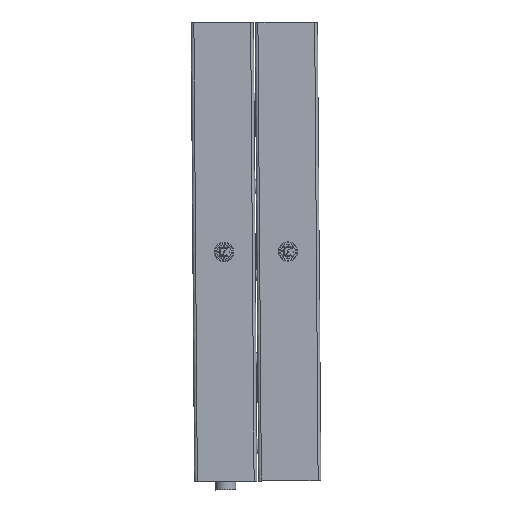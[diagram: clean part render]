
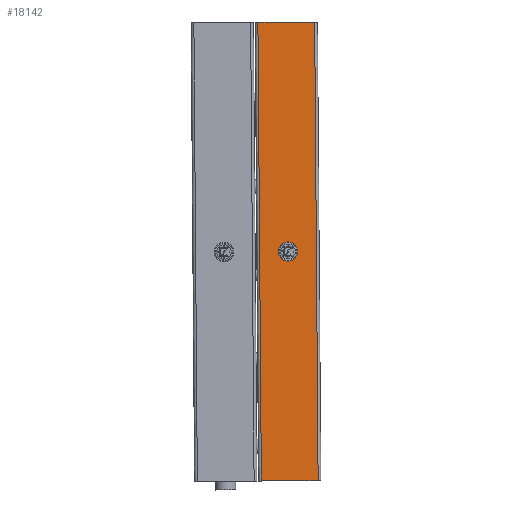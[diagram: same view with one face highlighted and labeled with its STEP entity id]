
A CAD part, left-side view. The second image highlights one B-rep face of the part: STEP entity #18142.
In plain terms, the highlighted face is planar.
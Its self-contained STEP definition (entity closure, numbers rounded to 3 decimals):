
#2211=LINE('',#29824,#4232);
#2212=LINE('',#29828,#4233);
#2213=LINE('',#29832,#4234);
#2214=LINE('',#29833,#4235);
#4232=VECTOR('',#24587,164.);
#4233=VECTOR('',#24592,1325.);
#4234=VECTOR('',#24597,1325.);
#4235=VECTOR('',#24598,164.);
#4938=PLANE('',#19628);
#6036=FACE_OUTER_BOUND('',#7135,.T.);
#7135=EDGE_LOOP('',(#16907,#16908,#16909,#16910));
#9359=VERTEX_POINT('',#29821);
#9360=VERTEX_POINT('',#29823);
#9361=VERTEX_POINT('',#29827);
#9362=VERTEX_POINT('',#29831);
#11880=EDGE_CURVE('',#9360,#9359,#2211,.T.);
#11882=EDGE_CURVE('',#9361,#9360,#2212,.T.);
#11884=EDGE_CURVE('',#9362,#9359,#2213,.T.);
#11885=EDGE_CURVE('',#9362,#9361,#2214,.T.);
#16907=ORIENTED_EDGE('',*,*,#11882,.T.);
#16908=ORIENTED_EDGE('',*,*,#11880,.T.);
#16909=ORIENTED_EDGE('',*,*,#11884,.F.);
#16910=ORIENTED_EDGE('',*,*,#11885,.T.);
#18142=ADVANCED_FACE('',(#6036),#4938,.F.);
#19628=AXIS2_PLACEMENT_3D('',#29830,#24595,#24596);
#24587=DIRECTION('',(-1.,0.,0.));
#24592=DIRECTION('',(0.,0.,1.));
#24595=DIRECTION('center_axis',(0.,1.,0.));
#24596=DIRECTION('ref_axis',(1.,0.,0.));
#24597=DIRECTION('',(0.,0.,1.));
#24598=DIRECTION('',(1.,0.,0.));
#29821=CARTESIAN_POINT('',(-82.,-90.,662.5));
#29823=CARTESIAN_POINT('',(82.,-90.,662.5));
#29824=CARTESIAN_POINT('',(82.,-90.,662.5));
#29827=CARTESIAN_POINT('',(82.,-90.,-662.5));
#29828=CARTESIAN_POINT('',(82.,-90.,0.));
#29830=CARTESIAN_POINT('Origin',(-82.,-90.,0.));
#29831=CARTESIAN_POINT('',(-82.,-90.,-662.5));
#29832=CARTESIAN_POINT('',(-82.,-90.,0.));
#29833=CARTESIAN_POINT('',(82.,-90.,-662.5));
